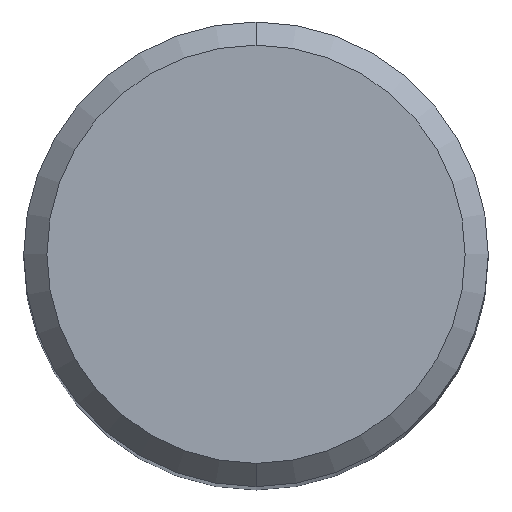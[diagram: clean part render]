
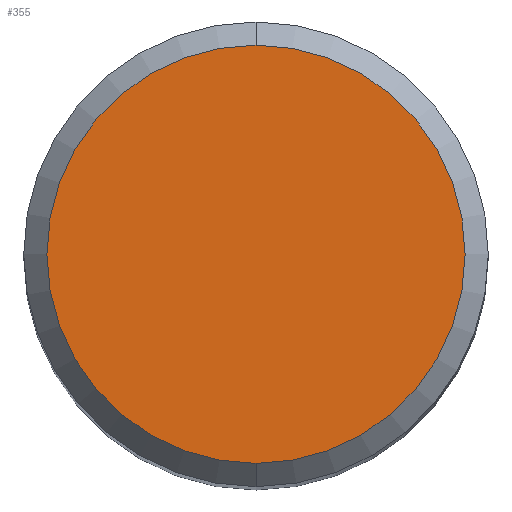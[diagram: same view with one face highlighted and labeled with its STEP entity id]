
A CAD part, top view. The second image highlights one B-rep face of the part: STEP entity #355.
In plain terms, the highlighted planar face has unit normal (0, 0, 1).
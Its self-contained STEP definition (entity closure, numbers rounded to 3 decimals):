
#217=EDGE_CURVE('',#353,#291,#528,.T.);
#291=VERTEX_POINT('',#610);
#353=VERTEX_POINT('',#677);
#355=ADVANCED_FACE('',(#679),#680,.T.);
#447=EDGE_CURVE('',#291,#353,#783,.T.);
#528=CIRCLE('',#912,5.4);
#610=CARTESIAN_POINT('',(0.,-5.4,0.0));
#677=CARTESIAN_POINT('',(0.0,5.4,0.0));
#679=FACE_OUTER_BOUND('',#1309,.T.);
#680=PLANE('',#1310);
#783=CIRCLE('',#1484,5.4);
#912=AXIS2_PLACEMENT_3D('',#1552,#1553,#1554);
#1309=EDGE_LOOP('',(#1717,#1718));
#1310=AXIS2_PLACEMENT_3D('',#1719,#1720,#1721);
#1484=AXIS2_PLACEMENT_3D('',#1854,#1855,#1856);
#1552=CARTESIAN_POINT('',(0.0,0.0,0.0));
#1553=DIRECTION('',(0.0,0.0,-1.0));
#1554=DIRECTION('',(0.0,1.0,0.0));
#1717=ORIENTED_EDGE('',*,*,#217,.F.);
#1718=ORIENTED_EDGE('',*,*,#447,.F.);
#1719=CARTESIAN_POINT('',(0.0,2.7,0.0));
#1720=DIRECTION('',(-0.0,0.0,1.0));
#1721=DIRECTION('',(0.0,-1.0,0.0));
#1854=CARTESIAN_POINT('',(0.0,0.0,0.0));
#1855=DIRECTION('',(0.0,0.0,-1.0));
#1856=DIRECTION('',(0.0,1.0,0.0));
